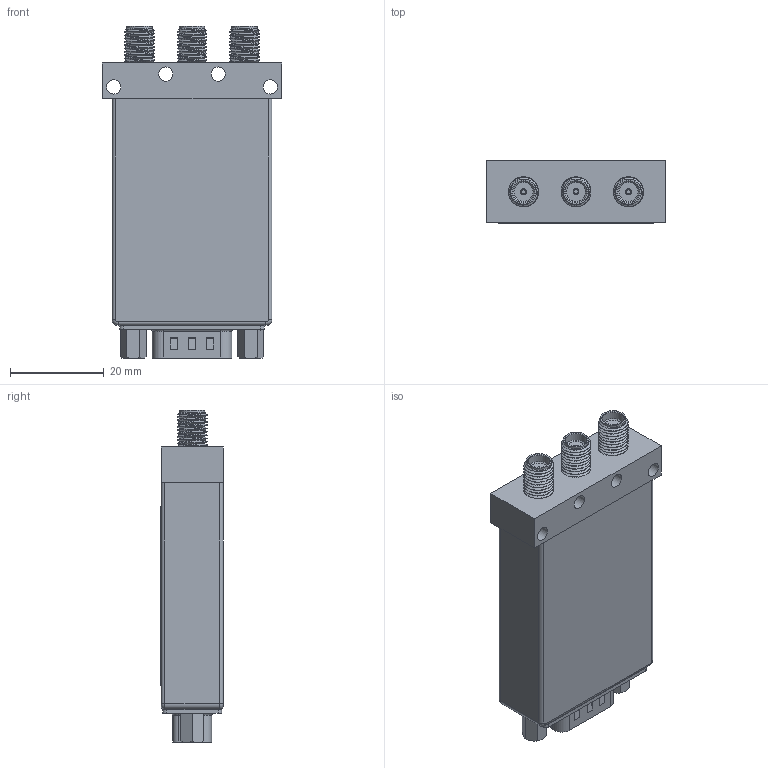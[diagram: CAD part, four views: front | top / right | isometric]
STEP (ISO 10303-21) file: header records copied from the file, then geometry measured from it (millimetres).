
FILE_DESCRIPTION (( 'STEP AP203' ), '1' );
FILE_NAME ('PE71S6350_3D.step', '2021-10-11T16:03:15', ( '' ), ( '' ), 'SwSTEP 2.0', 'SolidWorks 2021', '' );
FILE_SCHEMA (( 'CONFIG_CONTROL_DESIGN' ));
Products named in the file (1): PE71S6350_3D
Bounding box: 38.1 x 13.26 x 70.66 mm (x, y, z)
Volume: 26253.9 mm3; surface area: 11243.1 mm2
Topology: 6 solids, 16 shells, 1107 faces, 2916 edges, 1920 vertices
Faces by surface type: plane 607, bspline 273, cylinder 155, cone 37, sphere 18, torus 17
Full cylindrical faces by diameter (mm): 0.387 x1, 0.397 x1, 0.508 x9, 0.94 x3, 1.016 x9, 1.27 x6, 2.184 x2, 3.048 x5, 3.556 x3, 4.572 x4, 5.385 x3
Entity records: 49648 total; most frequent: CARTESIAN_POINT 24583, ORIENTED_EDGE 5542, DIRECTION 4204, EDGE_CURVE 2771, VERTEX_POINT 1871, LINE 1796, VECTOR 1796, EDGE_LOOP 1300
